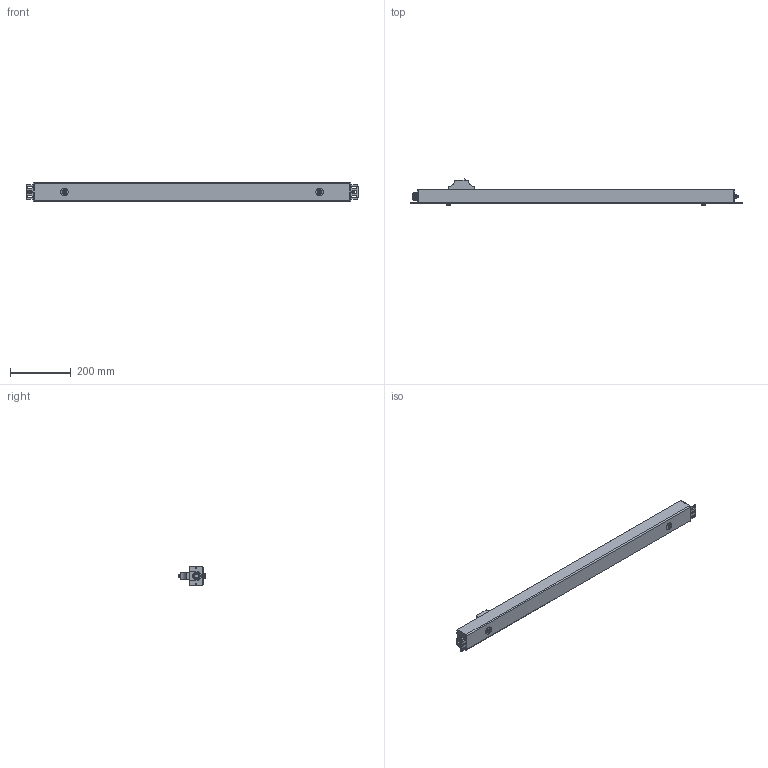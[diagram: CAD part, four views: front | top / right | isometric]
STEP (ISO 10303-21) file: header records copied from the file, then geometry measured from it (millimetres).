
FILE_DESCRIPTION((''),'2;1');
FILE_NAME('3-BS-PV12-19D-11_ASM','2023-01-29T',('ROG TT'),(''),'PRO/ENGINEER BY PARAMETRIC TECHNOLOGY CORPORATION, 2001280','PRO/ENGINEER BY PARAMETRIC TECHNOLOGY CORPORATION, 2001280','');
FILE_SCHEMA(('CONFIG_CONTROL_DESIGN'));
Length unit declared in the file: millimetre
Products named in the file (7): 3-BS-PV12-19D-11; M6_LUOMAO; PG11_SUOTOU1; GUOER_HULU; GER_E; PG25_GUAER_1; 3-BS-PV12-19D-11_ASM
Assembly tree (27 placements, depth 2):
  3-BS-PV12-19D-11_ASM
    3-BS-PV12-19D-11
    M6_LUOMAO  x2
    PG11_SUOTOU1
    GUOER_HULU  x2
    GER_E  x19
    PG25_GUAER_1  x2
Bounding box: 1095 x 86.9 x 62.5 mm (x, y, z)
Volume: 2572577.5 mm3; surface area: 344777.4 mm2
Topology: 27 solids, 27 shells, 1985 faces, 5062 edges, 3206 vertices
Faces by surface type: plane 1000, cylinder 562, bspline 249, cone 94, torus 80
Entity records: 37392 total; most frequent: CARTESIAN_POINT 10893, ORIENTED_EDGE 5560, DIRECTION 5376, EDGE_CURVE 2780, VECTOR 1860, LINE 1860, VERTEX_POINT 1834, AXIS2_PLACEMENT_3D 1758
